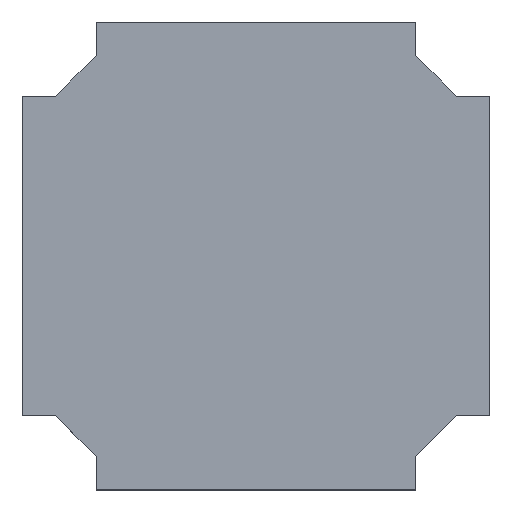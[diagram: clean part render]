
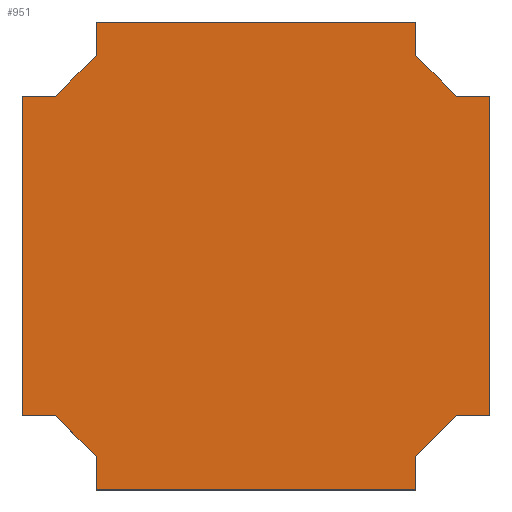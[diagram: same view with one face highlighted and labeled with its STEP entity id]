
A CAD part, top view. The second image highlights one B-rep face of the part: STEP entity #951.
In plain terms, the highlighted planar face has unit normal (0, 0, 1).
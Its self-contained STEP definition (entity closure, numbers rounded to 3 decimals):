
#88=FACE_OUTER_BOUND('',#138,.T.);
#138=EDGE_LOOP('',(#824,#825,#826,#827,#828,#829,#830,#831,#832,#833,#834,
#835,#836,#837,#838,#839));
#213=LINE('',#1487,#329);
#217=LINE('',#1494,#333);
#220=LINE('',#1500,#336);
#223=LINE('',#1508,#339);
#226=LINE('',#1514,#342);
#230=LINE('',#1521,#346);
#233=LINE('',#1529,#349);
#237=LINE('',#1536,#353);
#240=LINE('',#1542,#356);
#243=LINE('',#1550,#359);
#246=LINE('',#1556,#362);
#250=LINE('',#1563,#366);
#252=LINE('',#1566,#368);
#254=LINE('',#1569,#370);
#255=LINE('',#1571,#371);
#256=LINE('',#1572,#372);
#329=VECTOR('',#1169,10.);
#333=VECTOR('',#1175,10.);
#336=VECTOR('',#1180,10.);
#339=VECTOR('',#1185,10.);
#342=VECTOR('',#1190,10.);
#346=VECTOR('',#1196,10.);
#349=VECTOR('',#1201,10.);
#353=VECTOR('',#1207,10.);
#356=VECTOR('',#1212,10.);
#359=VECTOR('',#1217,10.);
#362=VECTOR('',#1222,10.);
#366=VECTOR('',#1228,10.);
#368=VECTOR('',#1232,10.);
#370=VECTOR('',#1236,10.);
#371=VECTOR('',#1239,10.);
#372=VECTOR('',#1240,10.);
#435=VERTEX_POINT('',#1484);
#436=VERTEX_POINT('',#1486);
#438=VERTEX_POINT('',#1492);
#440=VERTEX_POINT('',#1498);
#443=VERTEX_POINT('',#1505);
#444=VERTEX_POINT('',#1507);
#446=VERTEX_POINT('',#1513);
#448=VERTEX_POINT('',#1519);
#451=VERTEX_POINT('',#1526);
#452=VERTEX_POINT('',#1528);
#454=VERTEX_POINT('',#1534);
#456=VERTEX_POINT('',#1540);
#459=VERTEX_POINT('',#1547);
#460=VERTEX_POINT('',#1549);
#462=VERTEX_POINT('',#1555);
#464=VERTEX_POINT('',#1561);
#554=EDGE_CURVE('',#435,#436,#213,.T.);
#558=EDGE_CURVE('',#438,#435,#217,.T.);
#561=EDGE_CURVE('',#440,#438,#220,.T.);
#564=EDGE_CURVE('',#444,#443,#223,.T.);
#567=EDGE_CURVE('',#446,#444,#226,.T.);
#571=EDGE_CURVE('',#443,#448,#230,.T.);
#574=EDGE_CURVE('',#452,#451,#233,.T.);
#578=EDGE_CURVE('',#451,#454,#237,.T.);
#581=EDGE_CURVE('',#454,#456,#240,.T.);
#584=EDGE_CURVE('',#460,#459,#243,.T.);
#587=EDGE_CURVE('',#462,#460,#246,.T.);
#591=EDGE_CURVE('',#459,#464,#250,.T.);
#593=EDGE_CURVE('',#456,#436,#252,.T.);
#595=EDGE_CURVE('',#464,#452,#254,.T.);
#596=EDGE_CURVE('',#448,#462,#255,.T.);
#597=EDGE_CURVE('',#446,#440,#256,.T.);
#824=ORIENTED_EDGE('',*,*,#596,.T.);
#825=ORIENTED_EDGE('',*,*,#587,.T.);
#826=ORIENTED_EDGE('',*,*,#584,.T.);
#827=ORIENTED_EDGE('',*,*,#591,.T.);
#828=ORIENTED_EDGE('',*,*,#595,.T.);
#829=ORIENTED_EDGE('',*,*,#574,.T.);
#830=ORIENTED_EDGE('',*,*,#578,.T.);
#831=ORIENTED_EDGE('',*,*,#581,.T.);
#832=ORIENTED_EDGE('',*,*,#593,.T.);
#833=ORIENTED_EDGE('',*,*,#554,.F.);
#834=ORIENTED_EDGE('',*,*,#558,.F.);
#835=ORIENTED_EDGE('',*,*,#561,.F.);
#836=ORIENTED_EDGE('',*,*,#597,.F.);
#837=ORIENTED_EDGE('',*,*,#567,.T.);
#838=ORIENTED_EDGE('',*,*,#564,.T.);
#839=ORIENTED_EDGE('',*,*,#571,.T.);
#905=PLANE('',#1023);
#951=ADVANCED_FACE('',(#88),#905,.T.);
#1023=AXIS2_PLACEMENT_3D('',#1570,#1237,#1238);
#1169=DIRECTION('',(-1.,0.,0.));
#1175=DIRECTION('',(-0.707,0.707,0.));
#1180=DIRECTION('',(0.,1.,0.));
#1185=DIRECTION('',(0.707,0.707,0.));
#1190=DIRECTION('',(0.,1.,0.));
#1196=DIRECTION('',(1.,0.,0.));
#1201=DIRECTION('',(0.,-1.,0.));
#1207=DIRECTION('',(-0.707,-0.707,0.));
#1212=DIRECTION('',(-1.,0.,0.));
#1217=DIRECTION('',(-0.707,0.707,0.));
#1222=DIRECTION('',(-1.,0.,0.));
#1228=DIRECTION('',(0.,1.,0.));
#1232=DIRECTION('',(0.,-1.,0.));
#1236=DIRECTION('',(-1.,0.,0.));
#1237=DIRECTION('center_axis',(0.,0.,1.));
#1238=DIRECTION('ref_axis',(1.,0.,0.));
#1239=DIRECTION('',(0.,1.,0.));
#1240=DIRECTION('',(-1.,0.,0.));
#1484=CARTESIAN_POINT('',(-42.255,3.93,13.));
#1486=CARTESIAN_POINT('',(-45.83,3.93,13.));
#1487=CARTESIAN_POINT('',(-42.255,3.93,13.));
#1492=CARTESIAN_POINT('',(-37.93,-0.395,13.));
#1494=CARTESIAN_POINT('',(-37.93,-0.395,13.));
#1498=CARTESIAN_POINT('',(-37.93,-3.97,13.));
#1500=CARTESIAN_POINT('',(-37.93,-4.17,13.));
#1505=CARTESIAN_POINT('',(0.395,3.93,13.));
#1507=CARTESIAN_POINT('',(-3.971,-0.437,13.));
#1508=CARTESIAN_POINT('',(-3.971,-0.437,13.));
#1513=CARTESIAN_POINT('',(-3.971,-3.97,13.));
#1514=CARTESIAN_POINT('',(-3.971,-4.17,13.));
#1519=CARTESIAN_POINT('',(3.97,3.93,13.));
#1521=CARTESIAN_POINT('',(0.395,3.93,13.));
#1526=CARTESIAN_POINT('',(-37.93,42.255,13.));
#1528=CARTESIAN_POINT('',(-37.93,45.83,13.));
#1529=CARTESIAN_POINT('',(-37.93,46.03,13.));
#1534=CARTESIAN_POINT('',(-42.255,37.93,13.));
#1536=CARTESIAN_POINT('',(-37.93,42.255,13.));
#1540=CARTESIAN_POINT('',(-45.83,37.93,13.));
#1542=CARTESIAN_POINT('',(-42.255,37.93,13.));
#1547=CARTESIAN_POINT('',(-3.93,42.255,13.));
#1549=CARTESIAN_POINT('',(0.395,37.93,13.));
#1550=CARTESIAN_POINT('',(0.395,37.93,13.));
#1555=CARTESIAN_POINT('',(3.97,37.93,13.));
#1556=CARTESIAN_POINT('',(4.17,37.93,13.));
#1561=CARTESIAN_POINT('',(-3.93,45.83,13.));
#1563=CARTESIAN_POINT('',(-3.93,42.255,13.));
#1566=CARTESIAN_POINT('',(-45.83,37.93,13.));
#1569=CARTESIAN_POINT('',(-3.93,45.83,13.));
#1570=CARTESIAN_POINT('Origin',(2.141,20.93,13.));
#1571=CARTESIAN_POINT('',(3.97,3.93,13.));
#1572=CARTESIAN_POINT('',(-37.73,-3.97,13.));
